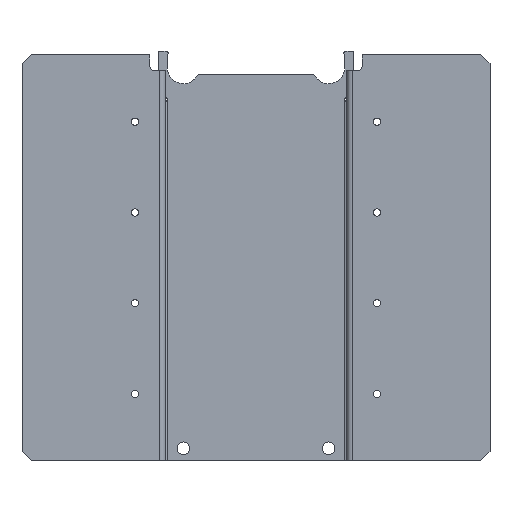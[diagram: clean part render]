
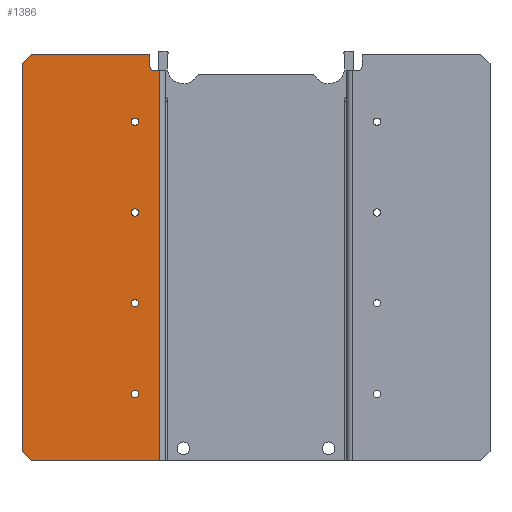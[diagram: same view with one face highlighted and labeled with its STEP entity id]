
A CAD part, left-side view. The second image highlights one B-rep face of the part: STEP entity #1386.
In plain terms, the highlighted planar face has unit normal (-1, 0, 0).
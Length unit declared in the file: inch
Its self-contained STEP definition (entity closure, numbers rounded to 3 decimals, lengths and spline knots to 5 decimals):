
#5 = AXIS2_PLACEMENT_3D ( 'NONE', #1382, #2415, #3185 ) ;
#15 = LINE ( 'NONE', #1270, #2352 ) ;
#27 = ORIENTED_EDGE ( 'NONE', *, *, #526, .F. ) ;
#32 = VERTEX_POINT ( 'NONE', #2936 ) ;
#55 = FACE_BOUND ( 'NONE', #3032, .T. ) ;
#65 = DIRECTION ( 'NONE',  ( -1., 0., 0. ) ) ;
#67 = CARTESIAN_POINT ( 'NONE',  ( -0.90551, 0.65945, 1.45669 ) ) ;
#86 = DIRECTION ( 'NONE',  ( -1., 0., 0. ) ) ;
#162 = VERTEX_POINT ( 'NONE', #2589 ) ;
#249 = CARTESIAN_POINT ( 'NONE',  ( -0.90551, 3.11024, 8.62205 ) ) ;
#264 = VERTEX_POINT ( 'NONE', #2546 ) ;
#267 = CARTESIAN_POINT ( 'NONE',  ( -0.90551, 2.91339, 0. ) ) ;
#332 = AXIS2_PLACEMENT_3D ( 'NONE', #1395, #65, #2173 ) ;
#374 = VERTEX_POINT ( 'NONE', #267 ) ;
#377 = CARTESIAN_POINT ( 'NONE',  ( -0.90551, 5.86614, 2.95276 ) ) ;
#419 = DIRECTION ( 'NONE',  ( 0., 0., 1. ) ) ;
#432 = VERTEX_POINT ( 'NONE', #1722 ) ;
#466 = VECTOR ( 'NONE', #2793, 39.37008 ) ;
#502 = CARTESIAN_POINT ( 'NONE',  ( -0.90551, 3.11024, 8.8189 ) ) ;
#512 = CARTESIAN_POINT ( 'NONE',  ( -0.90551, 0.65945, 7.3622 ) ) ;
#518 = EDGE_LOOP ( 'NONE', ( #1617, #2644 ) ) ;
#526 = EDGE_CURVE ( 'NONE', #2922, #3339, #3333, .T. ) ;
#540 = ORIENTED_EDGE ( 'NONE', *, *, #1697, .F. ) ;
#596 = VERTEX_POINT ( 'NONE', #2481 ) ;
#598 = AXIS2_PLACEMENT_3D ( 'NONE', #1039, #2086, #2326 ) ;
#602 = DIRECTION ( 'NONE',  ( -1., 0., 0. ) ) ;
#639 = FACE_OUTER_BOUND ( 'NONE', #2732, .T. ) ;
#725 = DIRECTION ( 'NONE',  ( 1., 0., 0. ) ) ;
#764 = EDGE_CURVE ( 'NONE', #264, #2479, #3147, .T. ) ;
#822 = DIRECTION ( 'NONE',  ( -1., 0., 0. ) ) ;
#863 = CARTESIAN_POINT ( 'NONE',  ( -0.90551, 0.65945, 3.4252 ) ) ;
#923 = CARTESIAN_POINT ( 'NONE',  ( -0.90551, 0.33465, 8.46457 ) ) ;
#925 = VERTEX_POINT ( 'NONE', #2132 ) ;
#930 = FACE_BOUND ( 'NONE', #518, .T. ) ;
#950 = DIRECTION ( 'NONE',  ( 0., -1., 0. ) ) ;
#971 = EDGE_CURVE ( 'NONE', #162, #432, #3275, .T. ) ;
#980 = CARTESIAN_POINT ( 'NONE',  ( -0.90551, 2.91339, 8.8189 ) ) ;
#988 = DIRECTION ( 'NONE',  ( 0., 1., 0. ) ) ;
#1015 = EDGE_CURVE ( 'NONE', #2125, #2791, #3199, .T. ) ;
#1039 = CARTESIAN_POINT ( 'NONE',  ( -0.90551, 0.65945, 5.3937 ) ) ;
#1050 = CARTESIAN_POINT ( 'NONE',  ( -0.90551, 0., 8.46457 ) ) ;
#1090 = CARTESIAN_POINT ( 'NONE',  ( -0.90551, 0.65945, 5.3937 ) ) ;
#1105 = LINE ( 'NONE', #1216, #2232 ) ;
#1137 = DIRECTION ( 'NONE',  ( 0., 0., 1. ) ) ;
#1177 = CIRCLE ( 'NONE', #332, 0.07874 ) ;
#1183 = DIRECTION ( 'NONE',  ( 0., 0., 1. ) ) ;
#1216 = CARTESIAN_POINT ( 'NONE',  ( -0.90551, 0.11811, 8.8189 ) ) ;
#1217 = VERTEX_POINT ( 'NONE', #2799 ) ;
#1270 = CARTESIAN_POINT ( 'NONE',  ( -0.90551, 0., 0. ) ) ;
#1271 = DIRECTION ( 'NONE',  ( 0., 1., 0. ) ) ;
#1295 = EDGE_CURVE ( 'NONE', #2854, #925, #1177, .T. ) ;
#1307 = CIRCLE ( 'NONE', #2002, 0.11811 ) ;
#1353 = EDGE_CURVE ( 'NONE', #2909, #374, #2632, .T. ) ;
#1382 = CARTESIAN_POINT ( 'NONE',  ( -0.90551, 0.65945, 1.45669 ) ) ;
#1386 = ADVANCED_FACE ( 'NONE', ( #3079, #930, #1700, #55, #639 ), #1721, .T. ) ;
#1395 = CARTESIAN_POINT ( 'NONE',  ( -0.90551, 0.65945, 7.3622 ) ) ;
#1398 = DIRECTION ( 'NONE',  ( 0., 0., 1. ) ) ;
#1410 = EDGE_CURVE ( 'NONE', #596, #1217, #1105, .T. ) ;
#1425 = CARTESIAN_POINT ( 'NONE',  ( -0.90551, 0.65945, 3.4252 ) ) ;
#1479 = CARTESIAN_POINT ( 'NONE',  ( -0.90551, 0.65945, 5.31496 ) ) ;
#1482 = VECTOR ( 'NONE', #1271, 39.37008 ) ;
#1486 = CIRCLE ( 'NONE', #1605, 0.07874 ) ;
#1601 = ORIENTED_EDGE ( 'NONE', *, *, #1962, .F. ) ;
#1605 = AXIS2_PLACEMENT_3D ( 'NONE', #1090, #822, #1873 ) ;
#1612 = EDGE_CURVE ( 'NONE', #432, #162, #2708, .T. ) ;
#1617 = ORIENTED_EDGE ( 'NONE', *, *, #971, .F. ) ;
#1660 = LINE ( 'NONE', #3311, #466 ) ;
#1669 = EDGE_CURVE ( 'NONE', #2479, #1936, #1660, .T. ) ;
#1679 = CARTESIAN_POINT ( 'NONE',  ( -0.90551, 0.65945, 1.53543 ) ) ;
#1695 = DIRECTION ( 'NONE',  ( -1., 0., 0. ) ) ;
#1697 = EDGE_CURVE ( 'NONE', #596, #374, #15, .T. ) ;
#1700 = FACE_BOUND ( 'NONE', #2535, .T. ) ;
#1709 = CARTESIAN_POINT ( 'NONE',  ( -0.90551, 0., 8.8189 ) ) ;
#1714 = AXIS2_PLACEMENT_3D ( 'NONE', #863, #602, #1137 ) ;
#1721 = PLANE ( 'NONE',  #3195 ) ;
#1722 = CARTESIAN_POINT ( 'NONE',  ( -0.90551, 0.65945, 3.34646 ) ) ;
#1727 = ORIENTED_EDGE ( 'NONE', *, *, #1669, .T. ) ;
#1787 = VECTOR ( 'NONE', #2369, 39.37008 ) ;
#1873 = DIRECTION ( 'NONE',  ( 0., 0., 1. ) ) ;
#1913 = EDGE_CURVE ( 'NONE', #1936, #2909, #2265, .T. ) ;
#1931 = AXIS2_PLACEMENT_3D ( 'NONE', #512, #2616, #2590 ) ;
#1936 = VERTEX_POINT ( 'NONE', #249 ) ;
#1956 = LINE ( 'NONE', #923, #2163 ) ;
#1962 = EDGE_CURVE ( 'NONE', #3339, #2922, #1486, .T. ) ;
#1973 = AXIS2_PLACEMENT_3D ( 'NONE', #1425, #2257, #2457 ) ;
#1993 = LINE ( 'NONE', #1050, #3142 ) ;
#2002 = AXIS2_PLACEMENT_3D ( 'NONE', #2049, #725, #2533 ) ;
#2042 = ORIENTED_EDGE ( 'NONE', *, *, #2366, .T. ) ;
#2047 = CARTESIAN_POINT ( 'NONE',  ( -0.90551, 3.11024, 0.19685 ) ) ;
#2049 = CARTESIAN_POINT ( 'NONE',  ( -0.90551, 0.21654, 8.58268 ) ) ;
#2086 = DIRECTION ( 'NONE',  ( -1., 0., 0. ) ) ;
#2092 = ORIENTED_EDGE ( 'NONE', *, *, #2338, .T. ) ;
#2104 = ORIENTED_EDGE ( 'NONE', *, *, #1295, .F. ) ;
#2125 = VERTEX_POINT ( 'NONE', #1679 ) ;
#2132 = CARTESIAN_POINT ( 'NONE',  ( -0.90551, 0.65945, 7.44094 ) ) ;
#2163 = VECTOR ( 'NONE', #1183, 39.37008 ) ;
#2173 = DIRECTION ( 'NONE',  ( 0., 0., 1. ) ) ;
#2218 = ORIENTED_EDGE ( 'NONE', *, *, #764, .T. ) ;
#2232 = VECTOR ( 'NONE', #419, 39.37008 ) ;
#2234 = VERTEX_POINT ( 'NONE', #2554 ) ;
#2235 = AXIS2_PLACEMENT_3D ( 'NONE', #67, #86, #1398 ) ;
#2257 = DIRECTION ( 'NONE',  ( -1., 0., 0. ) ) ;
#2265 = LINE ( 'NONE', #502, #3322 ) ;
#2326 = DIRECTION ( 'NONE',  ( 0., 0., 1. ) ) ;
#2338 = EDGE_CURVE ( 'NONE', #1217, #32, #1993, .T. ) ;
#2352 = VECTOR ( 'NONE', #988, 39.37008 ) ;
#2366 = EDGE_CURVE ( 'NONE', #32, #2234, #1307, .T. ) ;
#2369 = DIRECTION ( 'NONE',  ( 0., -0.707, -0.707 ) ) ;
#2408 = ORIENTED_EDGE ( 'NONE', *, *, #1353, .T. ) ;
#2410 = ORIENTED_EDGE ( 'NONE', *, *, #2492, .F. ) ;
#2415 = DIRECTION ( 'NONE',  ( -1., 0., 0. ) ) ;
#2432 = ORIENTED_EDGE ( 'NONE', *, *, #1015, .F. ) ;
#2453 = CARTESIAN_POINT ( 'NONE',  ( -0.90551, 0.65945, 5.47244 ) ) ;
#2457 = DIRECTION ( 'NONE',  ( 0., 0., 1. ) ) ;
#2479 = VERTEX_POINT ( 'NONE', #980 ) ;
#2481 = CARTESIAN_POINT ( 'NONE',  ( -0.90551, 0.11811, 0. ) ) ;
#2492 = EDGE_CURVE ( 'NONE', #2791, #2125, #3048, .T. ) ;
#2533 = DIRECTION ( 'NONE',  ( 0., -1., 0. ) ) ;
#2535 = EDGE_LOOP ( 'NONE', ( #1601, #27 ) ) ;
#2542 = CARTESIAN_POINT ( 'NONE',  ( -0.90551, 0., 8.8189 ) ) ;
#2546 = CARTESIAN_POINT ( 'NONE',  ( -0.90551, 0.33465, 8.8189 ) ) ;
#2554 = CARTESIAN_POINT ( 'NONE',  ( -0.90551, 0.33465, 8.58268 ) ) ;
#2587 = DIRECTION ( 'NONE',  ( 0., 1., 0. ) ) ;
#2589 = CARTESIAN_POINT ( 'NONE',  ( -0.90551, 0.65945, 3.50394 ) ) ;
#2590 = DIRECTION ( 'NONE',  ( 0., 0., 1. ) ) ;
#2616 = DIRECTION ( 'NONE',  ( -1., 0., 0. ) ) ;
#2632 = LINE ( 'NONE', #377, #1787 ) ;
#2644 = ORIENTED_EDGE ( 'NONE', *, *, #1612, .F. ) ;
#2678 = EDGE_CURVE ( 'NONE', #2234, #264, #1956, .T. ) ;
#2708 = CIRCLE ( 'NONE', #1973, 0.07874 ) ;
#2732 = EDGE_LOOP ( 'NONE', ( #2092, #2042, #3110, #2218, #1727, #2907, #2408, #540, #2848 ) ) ;
#2739 = CARTESIAN_POINT ( 'NONE',  ( -0.90551, 0.65945, 1.37795 ) ) ;
#2791 = VERTEX_POINT ( 'NONE', #2739 ) ;
#2793 = DIRECTION ( 'NONE',  ( 0., 0.707, -0.707 ) ) ;
#2799 = CARTESIAN_POINT ( 'NONE',  ( -0.90551, 0.11811, 8.46457 ) ) ;
#2848 = ORIENTED_EDGE ( 'NONE', *, *, #1410, .T. ) ;
#2854 = VERTEX_POINT ( 'NONE', #3313 ) ;
#2907 = ORIENTED_EDGE ( 'NONE', *, *, #1913, .T. ) ;
#2909 = VERTEX_POINT ( 'NONE', #2047 ) ;
#2922 = VERTEX_POINT ( 'NONE', #1479 ) ;
#2936 = CARTESIAN_POINT ( 'NONE',  ( -0.90551, 0.21654, 8.46457 ) ) ;
#2969 = EDGE_CURVE ( 'NONE', #925, #2854, #3248, .T. ) ;
#3021 = ORIENTED_EDGE ( 'NONE', *, *, #2969, .F. ) ;
#3032 = EDGE_LOOP ( 'NONE', ( #3021, #2104 ) ) ;
#3048 = CIRCLE ( 'NONE', #5, 0.07874 ) ;
#3079 = FACE_BOUND ( 'NONE', #3221, .T. ) ;
#3110 = ORIENTED_EDGE ( 'NONE', *, *, #2678, .T. ) ;
#3142 = VECTOR ( 'NONE', #2587, 39.37008 ) ;
#3147 = LINE ( 'NONE', #2542, #1482 ) ;
#3185 = DIRECTION ( 'NONE',  ( 0., 0., 1. ) ) ;
#3195 = AXIS2_PLACEMENT_3D ( 'NONE', #1709, #1695, #950 ) ;
#3199 = CIRCLE ( 'NONE', #2235, 0.07874 ) ;
#3221 = EDGE_LOOP ( 'NONE', ( #2432, #2410 ) ) ;
#3248 = CIRCLE ( 'NONE', #1931, 0.07874 ) ;
#3275 = CIRCLE ( 'NONE', #1714, 0.07874 ) ;
#3311 = CARTESIAN_POINT ( 'NONE',  ( -0.90551, 1.45669, 10.27559 ) ) ;
#3313 = CARTESIAN_POINT ( 'NONE',  ( -0.90551, 0.65945, 7.28346 ) ) ;
#3322 = VECTOR ( 'NONE', #3351, 39.37008 ) ;
#3333 = CIRCLE ( 'NONE', #598, 0.07874 ) ;
#3339 = VERTEX_POINT ( 'NONE', #2453 ) ;
#3351 = DIRECTION ( 'NONE',  ( 0., 0., -1. ) ) ;
